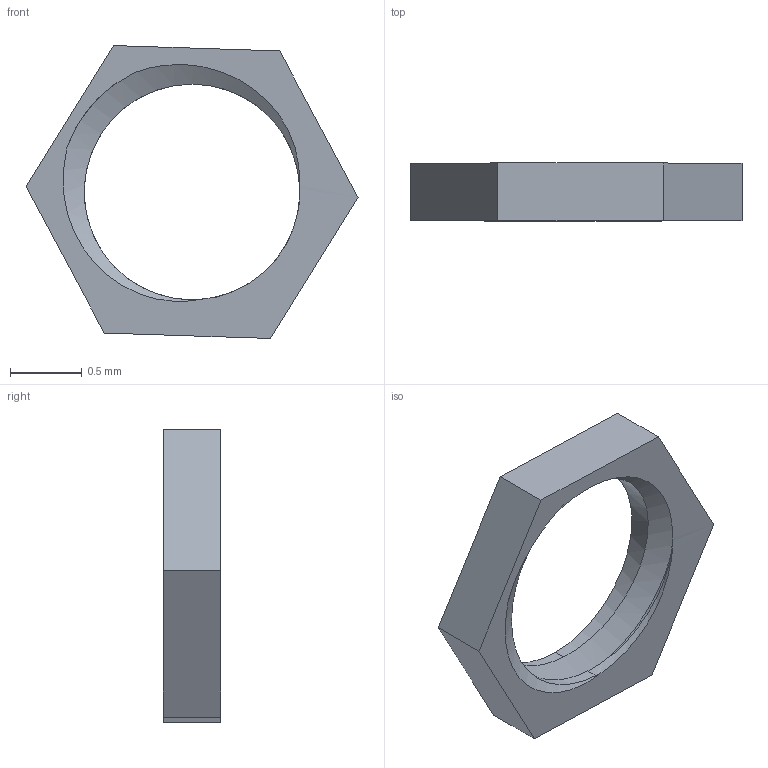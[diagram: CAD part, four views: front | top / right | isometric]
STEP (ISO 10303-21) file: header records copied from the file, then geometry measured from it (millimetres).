
FILE_DESCRIPTION (( 'STEP AP214' ), '1' );
FILE_NAME ('蹟隊簽.STEP', '2025-01-17T12:36:40', ( '' ), ( '' ), 'SwSTEP 2.0', 'SolidWorks 2024', '' );
FILE_SCHEMA (( 'AUTOMOTIVE_DESIGN' ));
Length unit declared in the file: millimetre
Products named in the file (1): 螺钉帽
Bounding box: 2.31 x 0.4 x 2.04 mm (x, y, z)
Volume: 0.6 mm3; surface area: 8.7 mm2
Topology: 1 solids, 1 shells, 16 faces, 41 edges, 27 vertices
Faces by surface type: plane 9, cylinder 4, bspline 3
Entity records: 668 total; most frequent: CARTESIAN_POINT 296, ORIENTED_EDGE 82, DIRECTION 57, EDGE_CURVE 41, VERTEX_POINT 27, VECTOR 23, LINE 23, EDGE_LOOP 18
